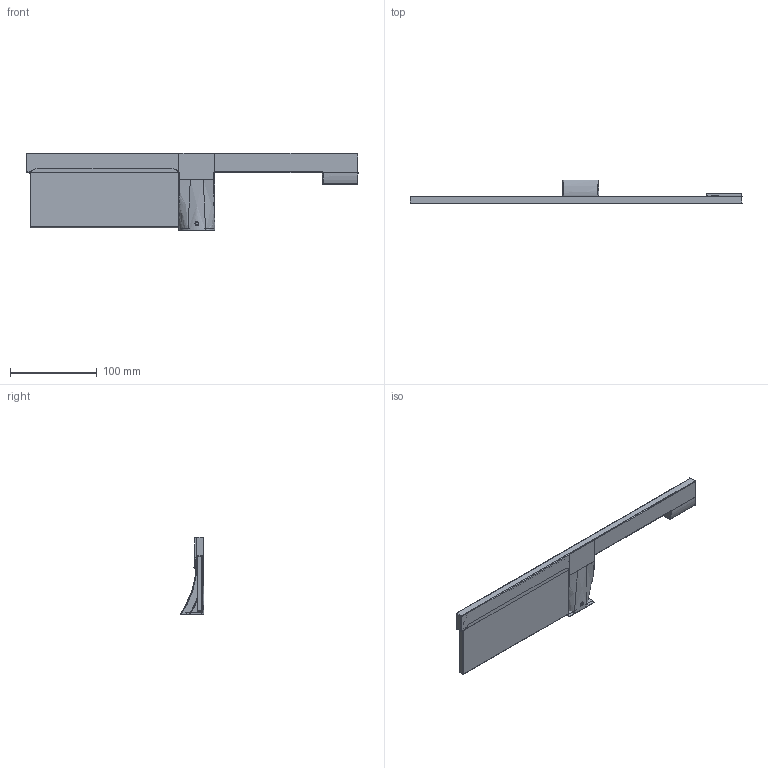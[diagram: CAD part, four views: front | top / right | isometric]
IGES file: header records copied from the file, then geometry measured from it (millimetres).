
Start section:  PTC IGES file: 4706-1.igs
Global section: file name: 4706-1.igs; native system: Pro/ENGINEER by Parametric Technology Corporation; preprocessor: 2009300; author: rameshkumark; organization: Unknown; date: 20101217.163835; units: inch
Bounding box: 382.57 x 27.43 x 89.34 mm (x, y, z)
Surface area: 148197.6 mm2 (no closed solid volume)
Topology: 0 solids, 0 shells, 486 faces, 3244 edges, 3236 vertices
Faces by surface type: bspline 486
